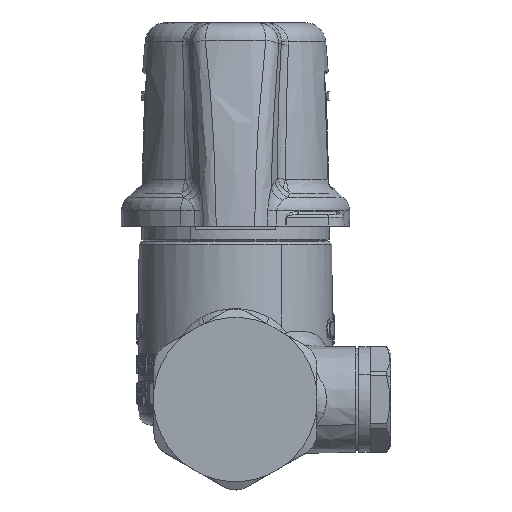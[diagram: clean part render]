
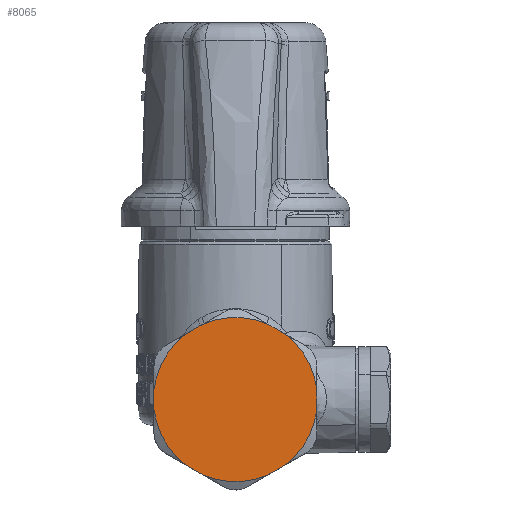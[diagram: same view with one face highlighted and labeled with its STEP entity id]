
A CAD part, front view. The second image highlights one B-rep face of the part: STEP entity #8065.
In plain terms, the highlighted planar face has unit normal (0, -1, 0).
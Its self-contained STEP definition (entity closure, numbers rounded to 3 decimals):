
#3895=CARTESIAN_POINT('Axis2P3D Location',(0.,-32.5,0.)) ;
#3899=CARTESIAN_POINT('Vertex',(5.503,-32.5,12.873)) ;
#3901=CARTESIAN_POINT('Vertex',(-5.503,-32.5,12.873)) ;
#3923=CARTESIAN_POINT('Axis2P3D Location',(0.,-32.5,0.)) ;
#3927=CARTESIAN_POINT('Vertex',(-8.397,-32.5,11.203)) ;
#3929=CARTESIAN_POINT('Vertex',(-13.9,-32.5,1.67)) ;
#3963=CARTESIAN_POINT('Vertex',(-13.9,-32.5,-1.67)) ;
#3968=CARTESIAN_POINT('Line Origine',(-13.9,-32.5,0.)) ;
#4202=CARTESIAN_POINT('Vertex',(-5.503,-32.5,-12.873)) ;
#4207=CARTESIAN_POINT('Line Origine',(-6.95,-32.5,-12.038)) ;
#4211=CARTESIAN_POINT('Vertex',(-8.397,-32.5,-11.203)) ;
#4519=CARTESIAN_POINT('Vertex',(8.397,-32.5,-11.203)) ;
#4524=CARTESIAN_POINT('Line Origine',(6.95,-32.5,-12.038)) ;
#4528=CARTESIAN_POINT('Vertex',(5.503,-32.5,-12.873)) ;
#7992=CARTESIAN_POINT('Axis2P3D Location',(0.,-32.5,0.)) ;
#7996=CARTESIAN_POINT('Vertex',(13.9,-32.5,-1.67)) ;
#8012=CARTESIAN_POINT('Axis2P3D Location',(0.,-32.5,10.7)) ;
#8017=CARTESIAN_POINT('Axis2P3D Location',(0.,-32.5,0.)) ;
#8021=CARTESIAN_POINT('Vertex',(13.9,-32.5,1.67)) ;
#8023=CARTESIAN_POINT('Vertex',(8.397,-32.5,11.203)) ;
#8026=CARTESIAN_POINT('Line Origine',(6.95,-32.5,12.038)) ;
#8031=CARTESIAN_POINT('Line Origine',(-6.95,-32.5,12.038)) ;
#8036=CARTESIAN_POINT('Axis2P3D Location',(0.,-32.5,0.)) ;
#8041=CARTESIAN_POINT('Axis2P3D Location',(0.,-32.5,0.)) ;
#8046=CARTESIAN_POINT('Line Origine',(13.9,-32.5,0.)) ;
#3970=VECTOR('Line Direction',#3969,1.) ;
#4209=VECTOR('Line Direction',#4208,1.) ;
#4526=VECTOR('Line Direction',#4525,1.) ;
#8028=VECTOR('Line Direction',#8027,1.) ;
#8033=VECTOR('Line Direction',#8032,1.) ;
#8048=VECTOR('Line Direction',#8047,1.) ;
#3896=DIRECTION('Axis2P3D Direction',(0.,1.,-0.)) ;
#3924=DIRECTION('Axis2P3D Direction',(0.,1.,-0.)) ;
#3969=DIRECTION('Vector Direction',(0.,0.,1.)) ;
#4208=DIRECTION('Vector Direction',(-0.866,0.,0.5)) ;
#4525=DIRECTION('Vector Direction',(0.866,0.,0.5)) ;
#7993=DIRECTION('Axis2P3D Direction',(0.,1.,-0.)) ;
#8013=DIRECTION('Axis2P3D Direction',(0.,-1.,0.)) ;
#8014=DIRECTION('Axis2P3D XDirection',(1.,0.,0.)) ;
#8018=DIRECTION('Axis2P3D Direction',(0.,-1.,0.)) ;
#8027=DIRECTION('Vector Direction',(0.866,0.,-0.5)) ;
#8032=DIRECTION('Vector Direction',(-0.866,0.,-0.5)) ;
#8037=DIRECTION('Axis2P3D Direction',(0.,-1.,0.)) ;
#8042=DIRECTION('Axis2P3D Direction',(0.,-1.,0.)) ;
#8047=DIRECTION('Vector Direction',(0.,0.,-1.)) ;
#3897=AXIS2_PLACEMENT_3D('Circle Axis2P3D',#3895,#3896,$) ;
#3925=AXIS2_PLACEMENT_3D('Circle Axis2P3D',#3923,#3924,$) ;
#7994=AXIS2_PLACEMENT_3D('Circle Axis2P3D',#7992,#7993,$) ;
#8015=AXIS2_PLACEMENT_3D('Plane Axis2P3D',#8012,#8013,#8014) ;
#8019=AXIS2_PLACEMENT_3D('Circle Axis2P3D',#8017,#8018,$) ;
#8038=AXIS2_PLACEMENT_3D('Circle Axis2P3D',#8036,#8037,$) ;
#8043=AXIS2_PLACEMENT_3D('Circle Axis2P3D',#8041,#8042,$) ;
#3971=LINE('Line',#3968,#3970) ;
#4210=LINE('Line',#4207,#4209) ;
#4527=LINE('Line',#4524,#4526) ;
#8029=LINE('Line',#8026,#8028) ;
#8034=LINE('Line',#8031,#8033) ;
#8049=LINE('Line',#8046,#8048) ;
#3898=CIRCLE('generated circle',#3897,14.) ;
#3926=CIRCLE('generated circle',#3925,14.) ;
#7995=CIRCLE('generated circle',#7994,14.) ;
#8020=CIRCLE('generated circle',#8019,14.) ;
#8039=CIRCLE('generated circle',#8038,14.) ;
#8044=CIRCLE('generated circle',#8043,14.) ;
#8016=PLANE('',#8015) ;
#3903=EDGE_CURVE('',#3900,#3902,#3898,.F.) ;
#3931=EDGE_CURVE('',#3928,#3930,#3926,.F.) ;
#3972=EDGE_CURVE('',#3964,#3930,#3971,.T.) ;
#4213=EDGE_CURVE('',#4203,#4212,#4210,.T.) ;
#4530=EDGE_CURVE('',#4529,#4520,#4527,.T.) ;
#7998=EDGE_CURVE('',#4520,#7997,#7995,.F.) ;
#8025=EDGE_CURVE('',#8022,#8024,#8020,.T.) ;
#8030=EDGE_CURVE('',#3900,#8024,#8029,.T.) ;
#8035=EDGE_CURVE('',#3902,#3928,#8034,.T.) ;
#8040=EDGE_CURVE('',#3964,#4212,#8039,.T.) ;
#8045=EDGE_CURVE('',#4203,#4529,#8044,.T.) ;
#8050=EDGE_CURVE('',#8022,#7997,#8049,.T.) ;
#8052=ORIENTED_EDGE('',*,*,#8025,.T.) ;
#8053=ORIENTED_EDGE('',*,*,#8030,.F.) ;
#8054=ORIENTED_EDGE('',*,*,#3903,.T.) ;
#8055=ORIENTED_EDGE('',*,*,#8035,.T.) ;
#8056=ORIENTED_EDGE('',*,*,#3931,.T.) ;
#8057=ORIENTED_EDGE('',*,*,#3972,.F.) ;
#8058=ORIENTED_EDGE('',*,*,#8040,.T.) ;
#8059=ORIENTED_EDGE('',*,*,#4213,.F.) ;
#8060=ORIENTED_EDGE('',*,*,#8045,.T.) ;
#8061=ORIENTED_EDGE('',*,*,#4530,.T.) ;
#8062=ORIENTED_EDGE('',*,*,#7998,.T.) ;
#8063=ORIENTED_EDGE('',*,*,#8050,.F.) ;
#8051=EDGE_LOOP('',(#8052,#8053,#8054,#8055,#8056,#8057,#8058,#8059,#8060,#8061,#8062,#8063)) ;
#3900=VERTEX_POINT('',#3899) ;
#3902=VERTEX_POINT('',#3901) ;
#3928=VERTEX_POINT('',#3927) ;
#3930=VERTEX_POINT('',#3929) ;
#3964=VERTEX_POINT('',#3963) ;
#4203=VERTEX_POINT('',#4202) ;
#4212=VERTEX_POINT('',#4211) ;
#4520=VERTEX_POINT('',#4519) ;
#4529=VERTEX_POINT('',#4528) ;
#7997=VERTEX_POINT('',#7996) ;
#8022=VERTEX_POINT('',#8021) ;
#8024=VERTEX_POINT('',#8023) ;
#8065=ADVANCED_FACE('PartBody',(#8064),#8016,.T.) ;
#8064=FACE_OUTER_BOUND('',#8051,.T.) ;
